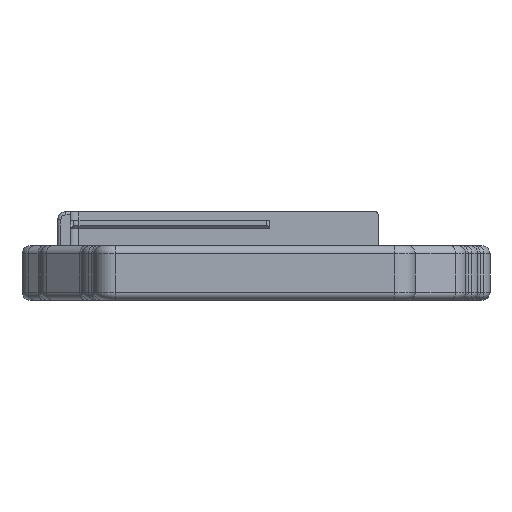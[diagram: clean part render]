
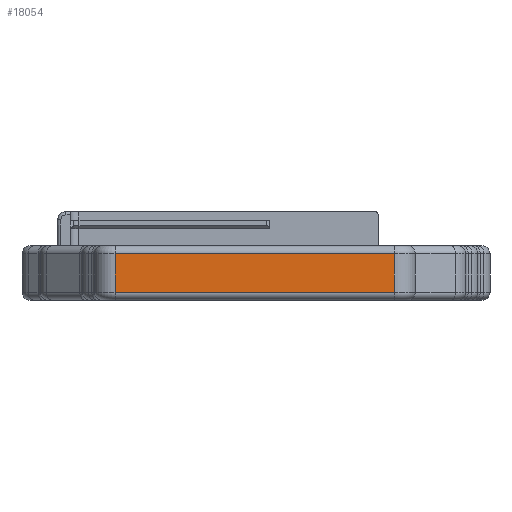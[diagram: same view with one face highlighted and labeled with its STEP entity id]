
A CAD part, left-side view. The second image highlights one B-rep face of the part: STEP entity #18054.
In plain terms, the highlighted planar face has unit normal (-1, 0, 0).
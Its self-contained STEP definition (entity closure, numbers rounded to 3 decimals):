
#328=PLANE('',#19314);
#832=FACE_OUTER_BOUND('',#1865,.T.);
#1865=EDGE_LOOP('',(#12474,#12475,#12476,#12477));
#2955=LINE('',#27327,#4591);
#2977=LINE('',#27456,#4613);
#3064=LINE('',#27798,#4700);
#3075=LINE('',#27878,#4711);
#4591=VECTOR('',#21360,10.);
#4613=VECTOR('',#21512,10.);
#4700=VECTOR('',#21859,10.);
#4711=VECTOR('',#21970,10.);
#7385=VERTEX_POINT('',#27317);
#7387=VERTEX_POINT('',#27323);
#7430=VERTEX_POINT('',#27454);
#7553=VERTEX_POINT('',#27789);
#9195=EDGE_CURVE('',#7385,#7387,#2955,.T.);
#9260=EDGE_CURVE('',#7385,#7430,#2977,.T.);
#9432=EDGE_CURVE('',#7553,#7430,#3064,.T.);
#9472=EDGE_CURVE('',#7387,#7553,#3075,.T.);
#12474=ORIENTED_EDGE('',*,*,#9195,.F.);
#12475=ORIENTED_EDGE('',*,*,#9260,.T.);
#12476=ORIENTED_EDGE('',*,*,#9432,.F.);
#12477=ORIENTED_EDGE('',*,*,#9472,.F.);
#18054=ADVANCED_FACE('',(#832),#328,.T.);
#19314=AXIS2_PLACEMENT_3D('',#27877,#21968,#21969);
#21360=DIRECTION('',(0.,1.,0.));
#21512=DIRECTION('',(0.,0.,1.));
#21859=DIRECTION('',(0.,-1.,0.));
#21968=DIRECTION('center_axis',(-1.,0.,0.));
#21969=DIRECTION('ref_axis',(0.,-1.,0.));
#21970=DIRECTION('',(0.,0.,1.));
#27317=CARTESIAN_POINT('',(-142.2,16.193,1.6));
#27323=CARTESIAN_POINT('',(-142.2,69.593,1.6));
#27327=CARTESIAN_POINT('',(-142.2,56.118,1.6));
#27454=CARTESIAN_POINT('',(-142.2,16.193,8.9));
#27456=CARTESIAN_POINT('',(-142.2,16.193,0.));
#27789=CARTESIAN_POINT('',(-142.2,69.593,8.9));
#27798=CARTESIAN_POINT('',(-142.2,56.118,8.9));
#27877=CARTESIAN_POINT('Origin',(-142.2,69.593,0.));
#27878=CARTESIAN_POINT('',(-142.2,69.593,0.));
